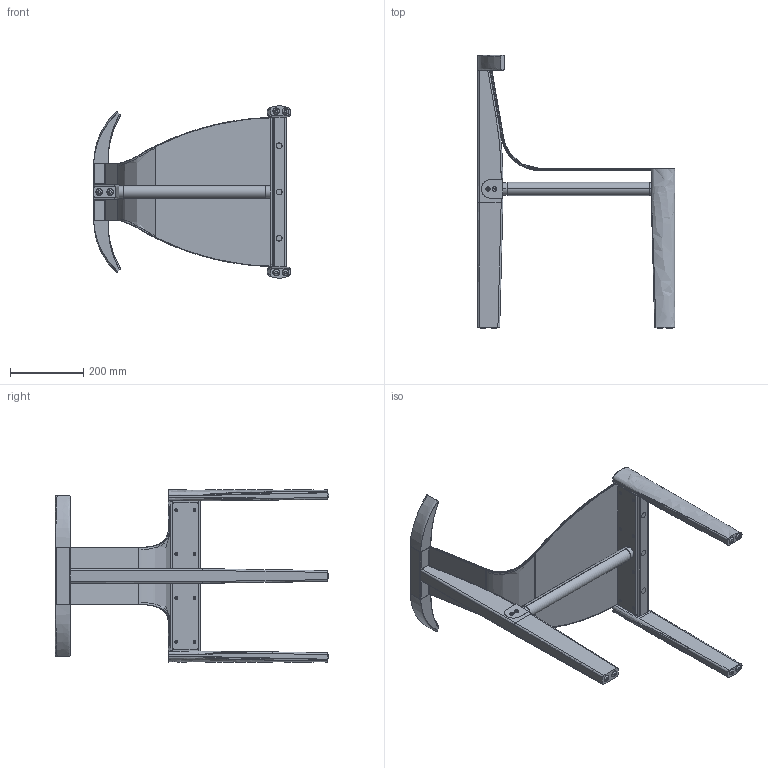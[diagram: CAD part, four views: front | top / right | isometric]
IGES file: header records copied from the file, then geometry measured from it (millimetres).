
Start section: SolidWorks IGES file using analytic representation for surfaces
Global section: file name: PABLITA.IGS; native system: SolidWorks 2014; preprocessor: SolidWorks 2014; author: Elisa; date: 160609.174928; units: millimetre
Bounding box: 539.5 x 746.5 x 470 mm (x, y, z)
Surface area: 1291232 mm2 (no closed solid volume)
Topology: 0 solids, 0 shells, 235 faces, 3979 edges, 3979 vertices
Faces by surface type: bspline 162, revolution 73
